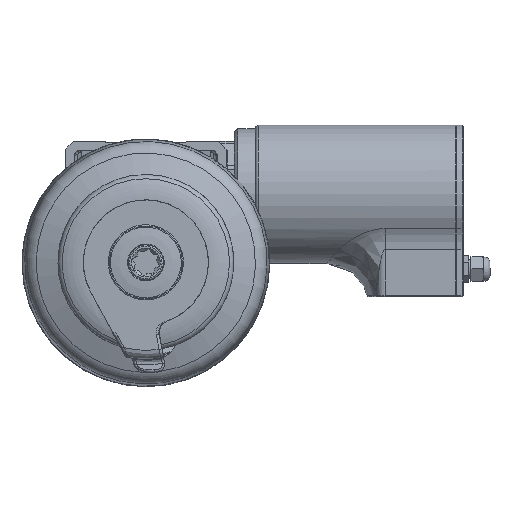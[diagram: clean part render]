
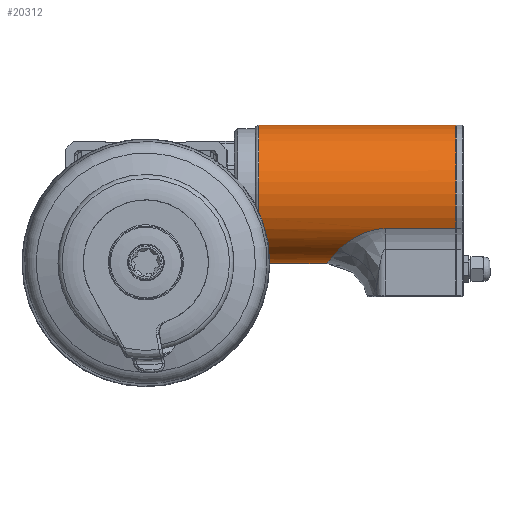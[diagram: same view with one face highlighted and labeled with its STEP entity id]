
A CAD part, top view. The second image highlights one B-rep face of the part: STEP entity #20312.
In plain terms, the highlighted cylindrical face has radius 62.5 mm (diameter 125 mm), a full revolution.
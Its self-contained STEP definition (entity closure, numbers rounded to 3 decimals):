
#559=B_SPLINE_CURVE_WITH_KNOTS('',3,(#35399,#35400,#35401,#35402,#35403,
#35404,#35405,#35406,#35407,#35408),.UNSPECIFIED.,.F.,.F.,(4,1,1,1,1,1,
1,4),(0.,4.664,9.327,18.655,
27.982,46.637,51.301,65.292),
 .UNSPECIFIED.);
#560=B_SPLINE_CURVE_WITH_KNOTS('',3,(#35410,#35411,#35412,#35413,#35414,
#35415,#35416,#35417,#35418,#35419,#35420,#35421),.UNSPECIFIED.,.F.,.F.,
(4,1,1,1,1,1,1,1,1,4),(0.,17.658,35.317,
44.146,52.975,70.634,79.463,92.706,
105.95,123.609),.UNSPECIFIED.);
#561=B_SPLINE_CURVE_WITH_KNOTS('',3,(#35423,#35424,#35425,#35426,#35427,
#35428,#35429,#35430,#35431,#35432),.UNSPECIFIED.,.F.,.F.,(4,1,1,1,1,1,
1,4),(0.,18.64,27.96,37.28,
46.6,55.921,60.581,65.241),
 .UNSPECIFIED.);
#1397=LINE('',#35397,#2804);
#1398=LINE('',#35433,#2805);
#2804=VECTOR('',#25093,63.955);
#2805=VECTOR('',#25094,63.955);
#4498=FACE_BOUND('',#6158,.T.);
#4878=FACE_OUTER_BOUND('',#6157,.T.);
#6157=EDGE_LOOP('',(#14945,#14946,#14947,#14948,#14949,#14950));
#6158=EDGE_LOOP('',(#14951));
#7363=CIRCLE('',#21847,62.5);
#7364=CIRCLE('',#21848,62.5);
#8627=VERTEX_POINT('',#35393);
#8628=VERTEX_POINT('',#35394);
#8629=VERTEX_POINT('',#35396);
#8630=VERTEX_POINT('',#35398);
#8631=VERTEX_POINT('',#35409);
#8632=VERTEX_POINT('',#35422);
#8633=VERTEX_POINT('',#35434);
#10978=EDGE_CURVE('',#8627,#8628,#7363,.T.);
#10979=EDGE_CURVE('',#8628,#8629,#1397,.T.);
#10980=EDGE_CURVE('',#8629,#8630,#559,.T.);
#10981=EDGE_CURVE('',#8630,#8631,#560,.T.);
#10982=EDGE_CURVE('',#8631,#8632,#561,.T.);
#10983=EDGE_CURVE('',#8632,#8627,#1398,.T.);
#10984=EDGE_CURVE('',#8633,#8633,#7364,.T.);
#14945=ORIENTED_EDGE('',*,*,#10978,.T.);
#14946=ORIENTED_EDGE('',*,*,#10979,.T.);
#14947=ORIENTED_EDGE('',*,*,#10980,.T.);
#14948=ORIENTED_EDGE('',*,*,#10981,.T.);
#14949=ORIENTED_EDGE('',*,*,#10982,.T.);
#14950=ORIENTED_EDGE('',*,*,#10983,.T.);
#14951=ORIENTED_EDGE('',*,*,#10984,.T.);
#19641=CYLINDRICAL_SURFACE('',#21846,62.5);
#20312=ADVANCED_FACE('',(#4878,#4498),#19641,.T.);
#21846=AXIS2_PLACEMENT_3D('',#35392,#25089,#25090);
#21847=AXIS2_PLACEMENT_3D('',#35395,#25091,#25092);
#21848=AXIS2_PLACEMENT_3D('',#35435,#25095,#25096);
#25089=DIRECTION('center_axis',(-1.,0.,0.));
#25090=DIRECTION('ref_axis',(0.,-1.,0.));
#25091=DIRECTION('center_axis',(-1.,0.,0.));
#25092=DIRECTION('ref_axis',(0.,1.,0.));
#25093=DIRECTION('',(-1.,0.,0.));
#25094=DIRECTION('',(1.,0.,0.));
#25095=DIRECTION('center_axis',(1.,0.,0.));
#25096=DIRECTION('ref_axis',(0.,1.,0.));
#35392=CARTESIAN_POINT('Origin',(119.,62.17,-142.5));
#35393=CARTESIAN_POINT('',(280.4,31.152,-88.24));
#35394=CARTESIAN_POINT('',(280.4,31.152,-196.76));
#35395=CARTESIAN_POINT('Origin',(280.4,62.17,-142.5));
#35396=CARTESIAN_POINT('',(216.445,31.152,-196.76));
#35397=CARTESIAN_POINT('',(119.,31.152,-196.76));
#35398=CARTESIAN_POINT('',(173.347,10.837,-178.153));
#35399=CARTESIAN_POINT('Ctrl Pts',(216.445,31.152,-196.76));
#35400=CARTESIAN_POINT('Ctrl Pts',(214.89,31.152,-196.76));
#35401=CARTESIAN_POINT('Ctrl Pts',(211.75,30.976,-196.66));
#35402=CARTESIAN_POINT('Ctrl Pts',(205.758,29.986,-196.085));
#35403=CARTESIAN_POINT('Ctrl Pts',(198.981,27.86,-194.779));
#35404=CARTESIAN_POINT('Ctrl Pts',(189.697,23.577,-191.801));
#35405=CARTESIAN_POINT('Ctrl Pts',(183.134,19.349,-188.194));
#35406=CARTESIAN_POINT('Ctrl Pts',(177.123,14.691,-183.26));
#35407=CARTESIAN_POINT('Ctrl Pts',(174.714,12.419,-180.431));
#35408=CARTESIAN_POINT('Ctrl Pts',(173.347,10.837,-178.153));
#35409=CARTESIAN_POINT('',(173.347,10.837,-106.847));
#35410=CARTESIAN_POINT('Ctrl Pts',(173.347,10.837,-178.153));
#35411=CARTESIAN_POINT('Ctrl Pts',(171.622,8.84,-175.279));
#35412=CARTESIAN_POINT('Ctrl Pts',(168.389,5.263,-169.09));
#35413=CARTESIAN_POINT('Ctrl Pts',(165.412,2.142,-160.555));
#35414=CARTESIAN_POINT('Ctrl Pts',(163.874,0.559,-153.467));
#35415=CARTESIAN_POINT('Ctrl Pts',(162.914,-0.418,
-146.143));
#35416=CARTESIAN_POINT('Ctrl Pts',(162.928,-0.404,
-138.721));
#35417=CARTESIAN_POINT('Ctrl Pts',(164.001,0.689,-130.573));
#35418=CARTESIAN_POINT('Ctrl Pts',(165.714,2.453,-123.465));
#35419=CARTESIAN_POINT('Ctrl Pts',(168.807,5.725,-115.12));
#35420=CARTESIAN_POINT('Ctrl Pts',(171.622,8.84,-109.721));
#35421=CARTESIAN_POINT('Ctrl Pts',(173.347,10.837,-106.847));
#35422=CARTESIAN_POINT('',(216.445,31.152,-88.24));
#35423=CARTESIAN_POINT('Ctrl Pts',(173.347,10.837,-106.847));
#35424=CARTESIAN_POINT('Ctrl Pts',(175.168,12.944,-103.812));
#35425=CARTESIAN_POINT('Ctrl Pts',(179.074,16.433,-99.674));
#35426=CARTESIAN_POINT('Ctrl Pts',(185.96,21.163,-95.258));
#35427=CARTESIAN_POINT('Ctrl Pts',(192.031,24.661,-92.446));
#35428=CARTESIAN_POINT('Ctrl Pts',(199.033,27.877,-90.209));
#35429=CARTESIAN_POINT('Ctrl Pts',(205.767,29.986,-88.915));
#35430=CARTESIAN_POINT('Ctrl Pts',(211.765,30.979,-88.339));
#35431=CARTESIAN_POINT('Ctrl Pts',(214.892,31.152,-88.24));
#35432=CARTESIAN_POINT('Ctrl Pts',(216.445,31.152,-88.24));
#35433=CARTESIAN_POINT('',(119.,31.152,-88.24));
#35434=CARTESIAN_POINT('',(102.,-0.33,-142.5));
#35435=CARTESIAN_POINT('Origin',(102.,62.17,-142.5));
